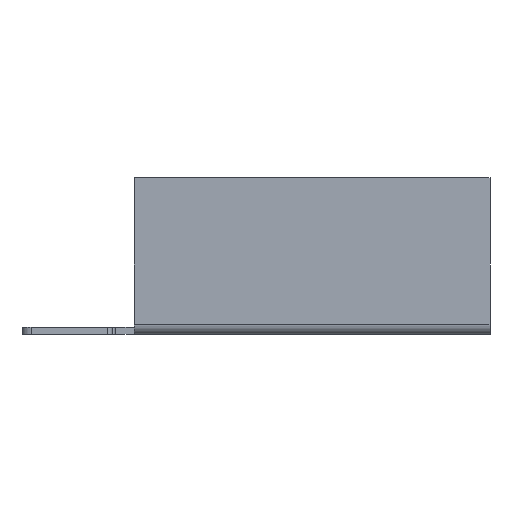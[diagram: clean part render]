
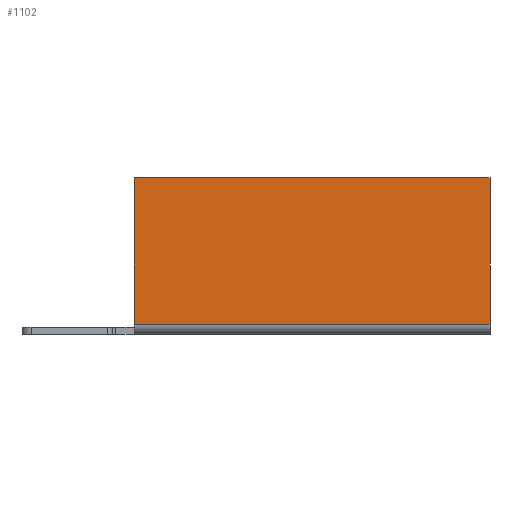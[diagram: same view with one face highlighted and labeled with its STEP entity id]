
A CAD part, front view. The second image highlights one B-rep face of the part: STEP entity #1102.
In plain terms, the highlighted planar face has unit normal (0, -1, 0).
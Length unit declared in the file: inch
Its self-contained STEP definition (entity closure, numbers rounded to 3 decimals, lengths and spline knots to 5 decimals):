
#38=LINE('',#1659,#129);
#49=LINE('',#1689,#140);
#99=LINE('',#2014,#190);
#102=LINE('',#2019,#193);
#129=VECTOR('',#1345,39.37008);
#140=VECTOR('',#1378,39.37008);
#190=VECTOR('',#1514,39.37008);
#193=VECTOR('',#1519,39.37008);
#220=PLANE('',#1227);
#298=FACE_OUTER_BOUND('',#378,.T.);
#378=EDGE_LOOP('',(#945,#946,#947,#948));
#491=VERTEX_POINT('',#1657);
#492=VERTEX_POINT('',#1658);
#500=VERTEX_POINT('',#1687);
#536=VERTEX_POINT('',#2013);
#592=EDGE_CURVE('',#491,#492,#38,.T.);
#608=EDGE_CURVE('',#500,#491,#49,.T.);
#674=EDGE_CURVE('',#536,#492,#99,.T.);
#677=EDGE_CURVE('',#536,#500,#102,.T.);
#945=ORIENTED_EDGE('',*,*,#592,.F.);
#946=ORIENTED_EDGE('',*,*,#608,.F.);
#947=ORIENTED_EDGE('',*,*,#677,.F.);
#948=ORIENTED_EDGE('',*,*,#674,.T.);
#1102=ADVANCED_FACE('',(#298),#220,.F.);
#1227=AXIS2_PLACEMENT_3D('',#2018,#1517,#1518);
#1345=DIRECTION('',(-1.,0.,0.));
#1378=DIRECTION('',(0.,0.,-1.));
#1514=DIRECTION('',(0.,0.,-1.));
#1517=DIRECTION('center_axis',(0.,1.,0.));
#1518=DIRECTION('ref_axis',(-1.,0.,0.));
#1519=DIRECTION('',(1.,0.,0.));
#1657=CARTESIAN_POINT('',(12.5,-0.19,0.2708));
#1658=CARTESIAN_POINT('',(3.,-0.19,0.2708));
#1659=CARTESIAN_POINT('',(7.75,-0.19,0.2708));
#1687=CARTESIAN_POINT('',(12.5,-0.19,4.19));
#1689=CARTESIAN_POINT('',(12.5,-0.19,4.19));
#2013=CARTESIAN_POINT('',(3.,-0.19,4.19));
#2014=CARTESIAN_POINT('',(3.,-0.19,4.19));
#2018=CARTESIAN_POINT('Origin',(12.5,-0.19,4.19));
#2019=CARTESIAN_POINT('',(12.5,-0.19,4.19));
